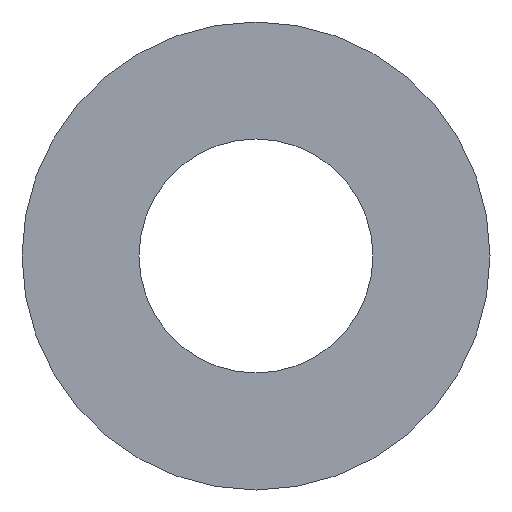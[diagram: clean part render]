
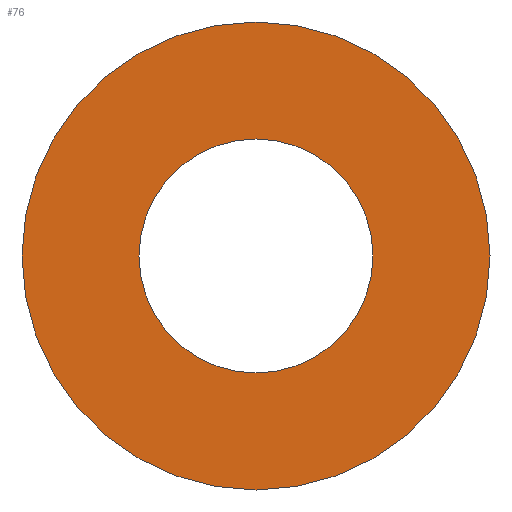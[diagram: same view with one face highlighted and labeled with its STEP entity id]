
A CAD part, front view. The second image highlights one B-rep face of the part: STEP entity #76.
In plain terms, the highlighted planar face has unit normal (0, -1, 0).
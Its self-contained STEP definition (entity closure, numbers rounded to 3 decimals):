
#9 = AXIS2_PLACEMENT_3D ( 'NONE', #244, #57, #35 ) ;
#10 = DIRECTION ( 'NONE',  ( 0., 1., 0. ) ) ;
#11 = CARTESIAN_POINT ( 'NONE',  ( 0., 0., 78. ) ) ;
#13 = PLANE ( 'NONE',  #67 ) ;
#30 = DIRECTION ( 'NONE',  ( 0., 0., 1. ) ) ;
#32 = DIRECTION ( 'NONE',  ( 0., 0., 1. ) ) ;
#35 = DIRECTION ( 'NONE',  ( 0., 0., 1. ) ) ;
#48 = EDGE_LOOP ( 'NONE', ( #73, #69 ) ) ;
#57 = DIRECTION ( 'NONE',  ( 0., 1., 0. ) ) ;
#59 = EDGE_CURVE ( 'NONE', #197, #91, #215, .T. ) ;
#62 = AXIS2_PLACEMENT_3D ( 'NONE', #209, #10, #185 ) ;
#67 = AXIS2_PLACEMENT_3D ( 'NONE', #203, #206, #32 ) ;
#69 = ORIENTED_EDGE ( 'NONE', *, *, #59, .F. ) ;
#73 = ORIENTED_EDGE ( 'NONE', *, *, #236, .F. ) ;
#76 = ADVANCED_FACE ( 'NONE', ( #114, #129 ), #13, .F. ) ;
#79 = DIRECTION ( 'NONE',  ( 0., 1., 0. ) ) ;
#88 = EDGE_LOOP ( 'NONE', ( #160, #238 ) ) ;
#91 = VERTEX_POINT ( 'NONE', #169 ) ;
#98 = EDGE_CURVE ( 'NONE', #174, #158, #202, .T. ) ;
#113 = CARTESIAN_POINT ( 'NONE',  ( 0., 0., 0. ) ) ;
#114 = FACE_OUTER_BOUND ( 'NONE', #48, .T. ) ;
#125 = EDGE_CURVE ( 'NONE', #158, #174, #233, .T. ) ;
#129 = FACE_BOUND ( 'NONE', #88, .T. ) ;
#133 = DIRECTION ( 'NONE',  ( 0., 0., 1. ) ) ;
#138 = AXIS2_PLACEMENT_3D ( 'NONE', #113, #166, #133 ) ;
#150 = CARTESIAN_POINT ( 'NONE',  ( 0., 0., 0. ) ) ;
#158 = VERTEX_POINT ( 'NONE', #183 ) ;
#160 = ORIENTED_EDGE ( 'NONE', *, *, #98, .T. ) ;
#164 = AXIS2_PLACEMENT_3D ( 'NONE', #150, #79, #30 ) ;
#166 = DIRECTION ( 'NONE',  ( 0., 1., 0. ) ) ;
#169 = CARTESIAN_POINT ( 'NONE',  ( 0., 0., -78. ) ) ;
#174 = VERTEX_POINT ( 'NONE', #241 ) ;
#183 = CARTESIAN_POINT ( 'NONE',  ( 0., 0., 39. ) ) ;
#185 = DIRECTION ( 'NONE',  ( 0., 0., 1. ) ) ;
#197 = VERTEX_POINT ( 'NONE', #11 ) ;
#202 = CIRCLE ( 'NONE', #164, 39. ) ;
#203 = CARTESIAN_POINT ( 'NONE',  ( 0., 0., 0. ) ) ;
#206 = DIRECTION ( 'NONE',  ( 0., 1., 0. ) ) ;
#209 = CARTESIAN_POINT ( 'NONE',  ( 0., 0., 0. ) ) ;
#215 = CIRCLE ( 'NONE', #138, 78. ) ;
#230 = CIRCLE ( 'NONE', #9, 78. ) ;
#233 = CIRCLE ( 'NONE', #62, 39. ) ;
#236 = EDGE_CURVE ( 'NONE', #91, #197, #230, .T. ) ;
#238 = ORIENTED_EDGE ( 'NONE', *, *, #125, .T. ) ;
#241 = CARTESIAN_POINT ( 'NONE',  ( 0., 0., -39. ) ) ;
#244 = CARTESIAN_POINT ( 'NONE',  ( 0., 0., 0. ) ) ;
